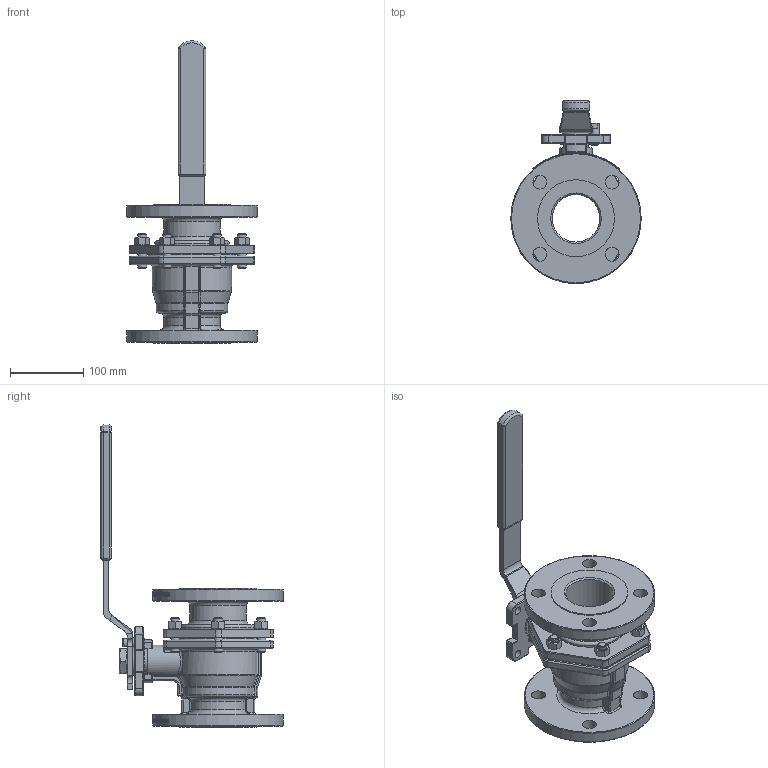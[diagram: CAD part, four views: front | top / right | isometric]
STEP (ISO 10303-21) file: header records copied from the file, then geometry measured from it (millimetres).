
FILE_DESCRIPTION(/* description */ ('749065'),/* implementation_level */ '2;1');
FILE_NAME(/* name */ '749065.stp',/* time_stamp */ '2017-01-20T14:36:50+01:00',/* author */ ('jmorand'),/* organization */ ('Sferaco'),/* preprocessor_version */ 'ST-DEVELOPER v16.5',/* originating_system */ 'Autodesk Inventor 2017',/* authorisation */ '');
FILE_SCHEMA (('AUTOMOTIVE_DESIGN { 1 0 10303 214 3 1 1 }'));
Products named in the file (1): 749065_bd
Bounding box: 178 x 249.5 x 412.92 mm (x, y, z)
Volume: 326.6 mm3; surface area: 317620.4 mm2
Topology: 2 solids, 3 shells, 2487 faces, 6608 edges, 4279 vertices
Faces by surface type: bspline 1072, plane 911, cylinder 350, torus 85, cone 41, sphere 28
Full cylindrical faces by diameter (mm): 10 x1, 11 x4, 12 x18, 12.5 x6, 13 x1, 19 x8, 22 x2, 22.5 x2, 33 x1, 38 x1, 43 x1, 45 x1, 55 x1, 65 x1, 77 x1, 102 x1, 105 x2, 123 x1, 178 x2
Entity records: 99749 total; most frequent: CARTESIAN_POINT 42626, ORIENTED_EDGE 12948, DIRECTION 8262, EDGE_CURVE 6474, VERTEX_POINT 4249, LINE 3108, VECTOR 3108, EDGE_LOOP 2815
